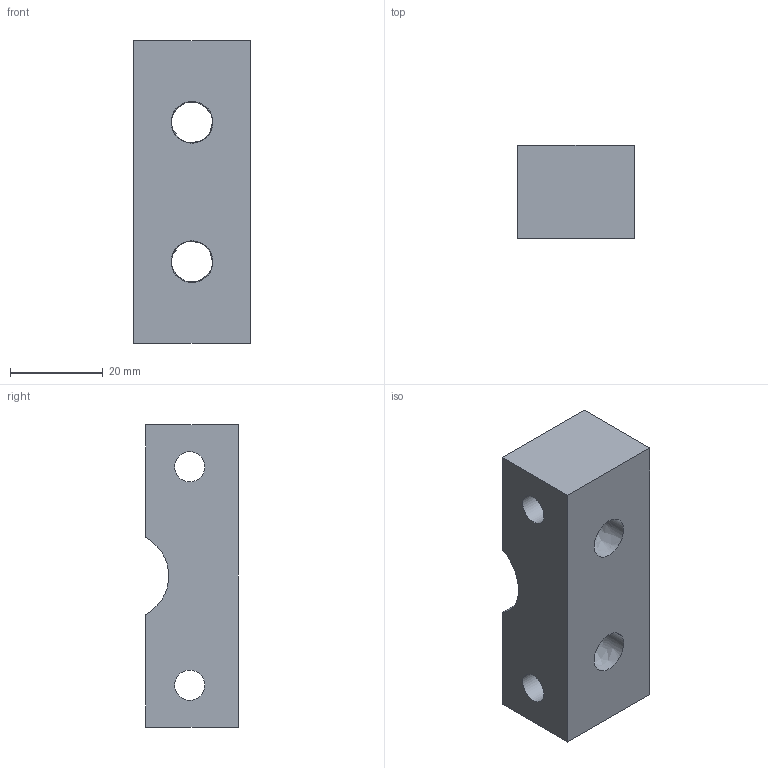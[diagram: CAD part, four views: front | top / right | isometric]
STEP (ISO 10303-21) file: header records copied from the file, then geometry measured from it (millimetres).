
FILE_DESCRIPTION((''),'2;1');
FILE_NAME('1600_40_01F.stp','2007-05-08T10:03:31',('valotma1'),(''),'Autodesk Inventor 11','Autodesk Inventor 11','');
FILE_SCHEMA(('AUTOMOTIVE_DESIGN { 1 0 10303 214 1 1 1 1 }'));
Length unit declared in the file: millimetre
Products named in the file (1): 1600_40_01F
Bounding box: 25 x 20 x 65 mm (x, y, z)
Volume: 24716.1 mm3; surface area: 8943.5 mm2
Topology: 1 solids, 1 shells, 16 faces, 42 edges, 29 vertices
Faces by surface type: bspline 8, plane 7, cylinder 1
Entity records: 743 total; most frequent: CARTESIAN_POINT 363, ORIENTED_EDGE 64, DIRECTION 62, EDGE_LOOP 36, EDGE_CURVE 32, VERTEX_POINT 26, AXIS2_PLACEMENT_3D 23, FACE_BOUND 20
